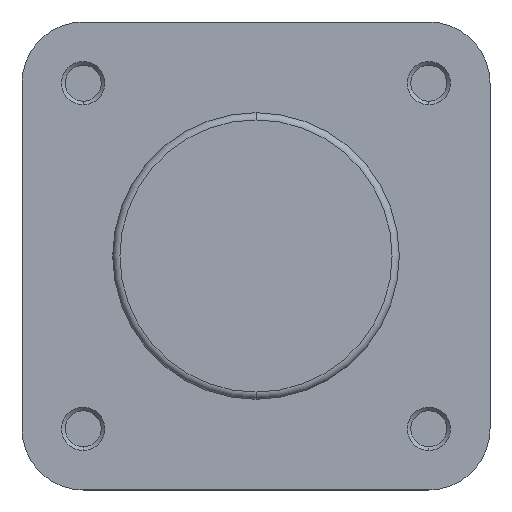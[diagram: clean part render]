
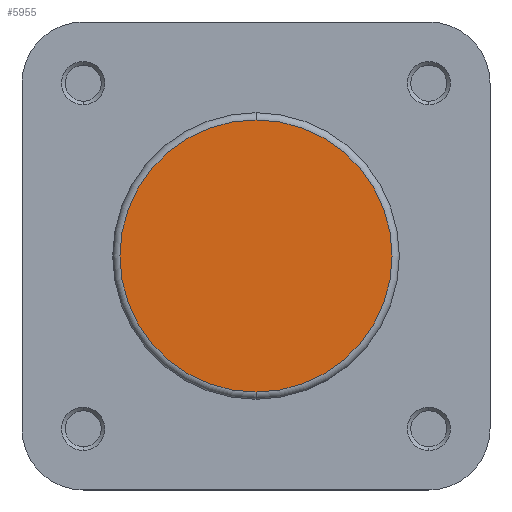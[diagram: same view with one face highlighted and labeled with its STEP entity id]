
A CAD part, left-side view. The second image highlights one B-rep face of the part: STEP entity #5955.
In plain terms, the highlighted planar face has unit normal (-1, 0, 0).
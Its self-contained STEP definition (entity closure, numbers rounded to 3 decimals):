
#610 = EDGE_CURVE ( 'NONE', #4833, #4832, #2626, .T. ) ;
#704 = EDGE_CURVE ( 'NONE', #4832, #4833, #4071, .T. ) ;
#1075 = AXIS2_PLACEMENT_3D ( 'NONE', #2726, #2728, #2729 ) ;
#1101 = AXIS2_PLACEMENT_3D ( 'NONE', #2847, #2838, #2851 ) ;
#1325 = AXIS2_PLACEMENT_3D ( 'NONE', #3884, #3887, #3888 ) ;
#1802 = ORIENTED_EDGE ( 'NONE', *, *, #610, .T. ) ;
#1804 = ORIENTED_EDGE ( 'NONE', *, *, #704, .T. ) ;
#1993 = EDGE_LOOP ( 'NONE', ( #1804, #1802 ) ) ;
#2626 = CIRCLE ( 'NONE', #1075, 18.9 ) ;
#2726 = CARTESIAN_POINT ( 'NONE',  ( 21., 0., 0. ) ) ;
#2728 = DIRECTION ( 'NONE',  ( -1., 0., 0. ) ) ;
#2729 = DIRECTION ( 'NONE',  ( 0., 0., -1. ) ) ;
#2838 = DIRECTION ( 'NONE',  ( -1., 0., 0. ) ) ;
#2847 = CARTESIAN_POINT ( 'NONE',  ( 21., 0., 0. ) ) ;
#2851 = DIRECTION ( 'NONE',  ( 0., 0., -1. ) ) ;
#3131 = CARTESIAN_POINT ( 'NONE',  ( 21., 0., -18.9 ) ) ;
#3132 = CARTESIAN_POINT ( 'NONE',  ( 21., 0., 18.9 ) ) ;
#3884 = CARTESIAN_POINT ( 'NONE',  ( 21., 19.9, 0. ) ) ;
#3885 = PLANE ( 'NONE',  #1325 ) ;
#3887 = DIRECTION ( 'NONE',  ( 1., 0., 0. ) ) ;
#3888 = DIRECTION ( 'NONE',  ( 0., 0., -1. ) ) ;
#4071 = CIRCLE ( 'NONE', #1101, 18.9 ) ;
#4487 = FACE_OUTER_BOUND ( 'NONE', #1993, .T. ) ;
#4832 = VERTEX_POINT ( 'NONE', #3131 ) ;
#4833 = VERTEX_POINT ( 'NONE', #3132 ) ;
#5955 = ADVANCED_FACE ( 'NONE', ( #4487 ), #3885, .F. ) ;
